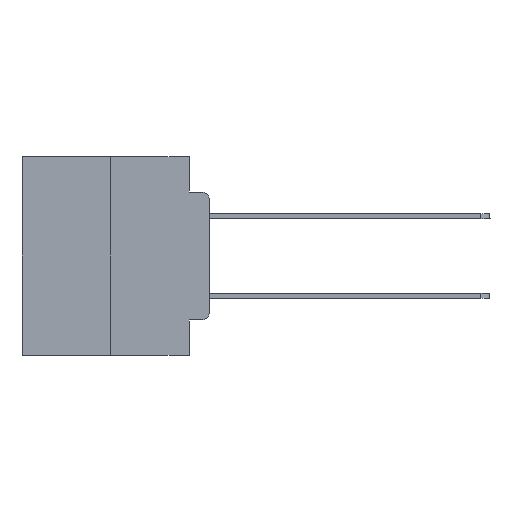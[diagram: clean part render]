
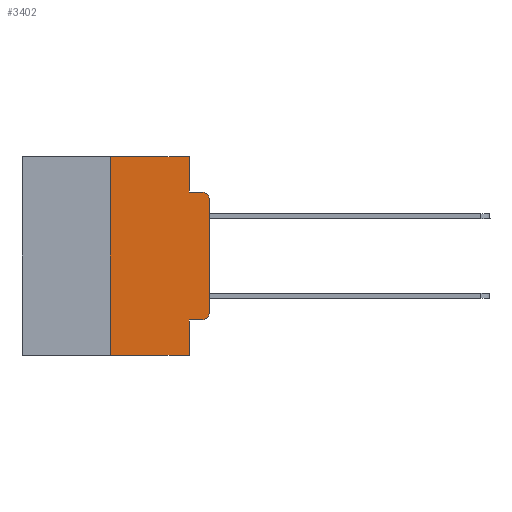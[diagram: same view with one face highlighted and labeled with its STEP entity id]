
A CAD part, left-side view. The second image highlights one B-rep face of the part: STEP entity #3402.
In plain terms, the highlighted planar face has unit normal (-1, 0, 0).
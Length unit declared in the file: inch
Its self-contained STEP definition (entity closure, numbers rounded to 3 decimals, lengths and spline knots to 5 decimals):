
#54 = CARTESIAN_POINT ( 'NONE',  ( 0., 0.02, -0.3915 ) ) ;
#332 = LINE ( 'NONE', #12112, #9992 ) ;
#422 = ORIENTED_EDGE ( 'NONE', *, *, #8541, .F. ) ;
#464 = EDGE_CURVE ( 'NONE', #1191, #20694, #1712, .T. ) ;
#492 = EDGE_LOOP ( 'NONE', ( #15073, #5291, #422, #27281, #7396, #10943, #11666, #19278, #21911, #16331 ) ) ;
#921 = CARTESIAN_POINT ( 'NONE',  ( 0., 0.25, -0.5 ) ) ;
#1101 = LINE ( 'NONE', #17294, #18010 ) ;
#1191 = VERTEX_POINT ( 'NONE', #13574 ) ;
#1712 = CIRCLE ( 'NONE', #27532, 0.02 ) ;
#2269 = AXIS2_PLACEMENT_3D ( 'NONE', #23643, #26175, #28298 ) ;
#2346 = DIRECTION ( 'NONE',  ( -1., 0., 0. ) ) ;
#2477 = VERTEX_POINT ( 'NONE', #2594 ) ;
#2535 = VERTEX_POINT ( 'NONE', #13561 ) ;
#2594 = CARTESIAN_POINT ( 'NONE',  ( 0., 0., -0.3915 ) ) ;
#2679 = DIRECTION ( 'NONE',  ( 0., 0., -1. ) ) ;
#3239 = AXIS2_PLACEMENT_3D ( 'NONE', #54, #2346, #19699 ) ;
#3402 = ADVANCED_FACE ( 'NONE', ( #15752 ), #28484, .F. ) ;
#3802 = DIRECTION ( 'NONE',  ( -1., 0., 0. ) ) ;
#3898 = LINE ( 'NONE', #19428, #27744 ) ;
#4159 = VECTOR ( 'NONE', #12147, 39.37008 ) ;
#4570 = VECTOR ( 'NONE', #9960, 39.37008 ) ;
#5291 = ORIENTED_EDGE ( 'NONE', *, *, #464, .T. ) ;
#5706 = EDGE_CURVE ( 'NONE', #20845, #2535, #18425, .T. ) ;
#6591 = EDGE_CURVE ( 'NONE', #23064, #2477, #9358, .T. ) ;
#6781 = CARTESIAN_POINT ( 'NONE',  ( 0., 0.473, 0. ) ) ;
#7247 = CARTESIAN_POINT ( 'NONE',  ( 0., 0.051, -0.0885 ) ) ;
#7396 = ORIENTED_EDGE ( 'NONE', *, *, #5706, .F. ) ;
#7844 = VECTOR ( 'NONE', #14122, 39.37008 ) ;
#8442 = CARTESIAN_POINT ( 'NONE',  ( 0., 0.051, -0.4115 ) ) ;
#8541 = EDGE_CURVE ( 'NONE', #9765, #20694, #332, .T. ) ;
#8917 = VERTEX_POINT ( 'NONE', #16672 ) ;
#9298 = DIRECTION ( 'NONE',  ( 0., -1., 0. ) ) ;
#9358 = CIRCLE ( 'NONE', #3239, 0.02 ) ;
#9765 = VERTEX_POINT ( 'NONE', #7247 ) ;
#9833 = LINE ( 'NONE', #20202, #26721 ) ;
#9925 = VERTEX_POINT ( 'NONE', #921 ) ;
#9960 = DIRECTION ( 'NONE',  ( 0., -1., 0. ) ) ;
#9992 = VECTOR ( 'NONE', #27687, 39.37008 ) ;
#10502 = CARTESIAN_POINT ( 'NONE',  ( 0., 0.02, -0.0885 ) ) ;
#10943 = ORIENTED_EDGE ( 'NONE', *, *, #20019, .F. ) ;
#11666 = ORIENTED_EDGE ( 'NONE', *, *, #18666, .T. ) ;
#12112 = CARTESIAN_POINT ( 'NONE',  ( 0., 0.051, -0.0885 ) ) ;
#12147 = DIRECTION ( 'NONE',  ( 0., 0., 1. ) ) ;
#12179 = CARTESIAN_POINT ( 'NONE',  ( 0., 0.051, 0. ) ) ;
#12781 = VERTEX_POINT ( 'NONE', #8442 ) ;
#13024 = DIRECTION ( 'NONE',  ( 0., -1., 0. ) ) ;
#13561 = CARTESIAN_POINT ( 'NONE',  ( 0., 0.051, 0. ) ) ;
#13574 = CARTESIAN_POINT ( 'NONE',  ( 0., 0., -0.1085 ) ) ;
#14122 = DIRECTION ( 'NONE',  ( 0., 0., -1. ) ) ;
#14569 = CARTESIAN_POINT ( 'NONE',  ( 0., 0., 0. ) ) ;
#15068 = EDGE_CURVE ( 'NONE', #2477, #1191, #19354, .T. ) ;
#15073 = ORIENTED_EDGE ( 'NONE', *, *, #15068, .T. ) ;
#15536 = CARTESIAN_POINT ( 'NONE',  ( 0., 0.25, 0. ) ) ;
#15752 = FACE_OUTER_BOUND ( 'NONE', #492, .T. ) ;
#15794 = CARTESIAN_POINT ( 'NONE',  ( 0., 0.473, -0.5 ) ) ;
#15850 = CARTESIAN_POINT ( 'NONE',  ( 0., 0.02, -0.4115 ) ) ;
#16331 = ORIENTED_EDGE ( 'NONE', *, *, #6591, .T. ) ;
#16385 = VECTOR ( 'NONE', #9298, 39.37008 ) ;
#16672 = CARTESIAN_POINT ( 'NONE',  ( 0., 0.051, -0.5 ) ) ;
#16679 = CARTESIAN_POINT ( 'NONE',  ( 0., 0.02, -0.1085 ) ) ;
#17294 = CARTESIAN_POINT ( 'NONE',  ( 0., 0.25, 0. ) ) ;
#17346 = DIRECTION ( 'NONE',  ( 0., 0., -1. ) ) ;
#17540 = LINE ( 'NONE', #12179, #7844 ) ;
#18010 = VECTOR ( 'NONE', #25665, 39.37008 ) ;
#18425 = LINE ( 'NONE', #6781, #4570 ) ;
#18666 = EDGE_CURVE ( 'NONE', #9925, #8917, #22198, .T. ) ;
#19278 = ORIENTED_EDGE ( 'NONE', *, *, #26921, .F. ) ;
#19354 = LINE ( 'NONE', #14569, #4159 ) ;
#19428 = CARTESIAN_POINT ( 'NONE',  ( 0., 0.051, -0.4115 ) ) ;
#19699 = DIRECTION ( 'NONE',  ( 0., 0., -1. ) ) ;
#20019 = EDGE_CURVE ( 'NONE', #9925, #20845, #1101, .T. ) ;
#20202 = CARTESIAN_POINT ( 'NONE',  ( 0., 0.051, 0. ) ) ;
#20694 = VERTEX_POINT ( 'NONE', #10502 ) ;
#20845 = VERTEX_POINT ( 'NONE', #15536 ) ;
#21911 = ORIENTED_EDGE ( 'NONE', *, *, #27277, .T. ) ;
#22198 = LINE ( 'NONE', #15794, #16385 ) ;
#23064 = VERTEX_POINT ( 'NONE', #15850 ) ;
#23643 = CARTESIAN_POINT ( 'NONE',  ( 0., 0.473, 0. ) ) ;
#25237 = EDGE_CURVE ( 'NONE', #2535, #9765, #17540, .T. ) ;
#25665 = DIRECTION ( 'NONE',  ( 0., 0., 1. ) ) ;
#26175 = DIRECTION ( 'NONE',  ( 1., 0., 0. ) ) ;
#26721 = VECTOR ( 'NONE', #2679, 39.37008 ) ;
#26921 = EDGE_CURVE ( 'NONE', #12781, #8917, #9833, .T. ) ;
#27277 = EDGE_CURVE ( 'NONE', #12781, #23064, #3898, .T. ) ;
#27281 = ORIENTED_EDGE ( 'NONE', *, *, #25237, .F. ) ;
#27532 = AXIS2_PLACEMENT_3D ( 'NONE', #16679, #3802, #17346 ) ;
#27687 = DIRECTION ( 'NONE',  ( 0., -1., 0. ) ) ;
#27744 = VECTOR ( 'NONE', #13024, 39.37008 ) ;
#28298 = DIRECTION ( 'NONE',  ( 0., 0., -1. ) ) ;
#28484 = PLANE ( 'NONE',  #2269 ) ;
